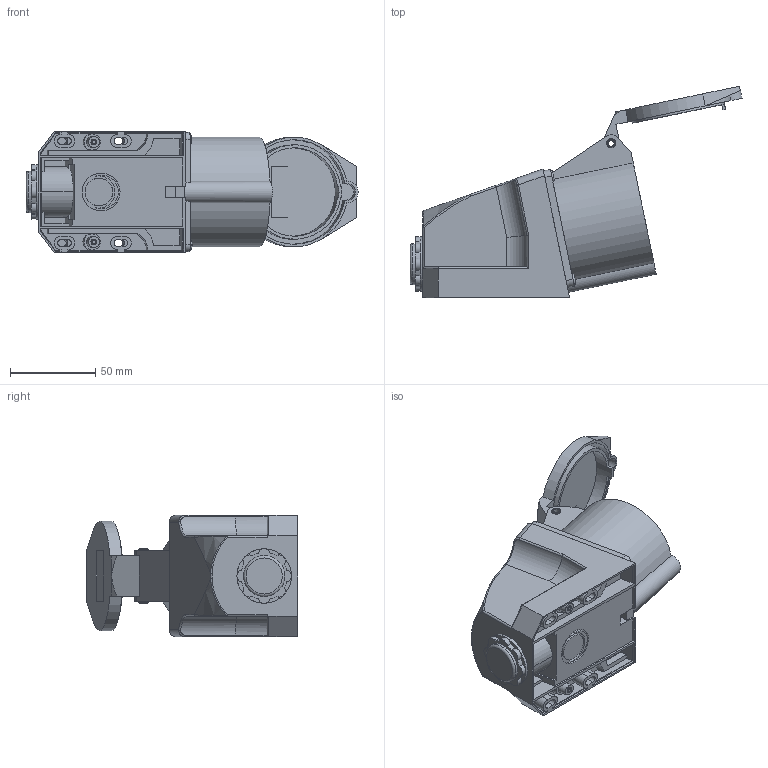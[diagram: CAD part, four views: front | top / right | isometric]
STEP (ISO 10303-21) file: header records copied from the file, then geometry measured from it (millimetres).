
FILE_DESCRIPTION(/* description */ (''),/* implementation_level */ '2;1');
FILE_NAME(/* name */ '红大1.stp',/* time_stamp */ '2024-04-07T23:41:00+08:00',/* author */ (''),/* organization */ (''),/* preprocessor_version */ 'ST-DEVELOPER v16',/* originating_system */ 'SIEMENS PLM Software NX 10.0',/* authorisation */ '');
FILE_SCHEMA (('AUTOMOTIVE_DESIGN { 1 0 10303 214 3 1 1 1 }'));
Length unit declared in the file: millimetre
Products named in the file (1): 红大1
Bounding box: 195.2 x 124.26 x 71.4 mm (x, y, z)
Volume: 390609 mm3; surface area: 104639.4 mm2
Topology: 13 solids, 13 shells, 491 faces, 1273 edges, 841 vertices
Faces by surface type: plane 297, cylinder 140, extrusion 30, torus 11, bspline 8, cone 5
Full cylindrical faces by diameter (mm): 3.3 x2, 3.4 x1, 3.5 x2, 5.5 x2, 6.6 x6, 7.3 x3, 7.8 x4, 8 x4, 9.4 x1, 14 x3, 24.25 x1, 25 x1, 32 x1, 46.3 x1, 52 x1, 55.5 x1
Entity records: 15963 total; most frequent: CARTESIAN_POINT 3843, DIRECTION 2472, ORIENTED_EDGE 2370, EDGE_CURVE 1185, AXIS2_PLACEMENT_3D 855, VERTEX_POINT 817, VECTOR 762, LINE 732
